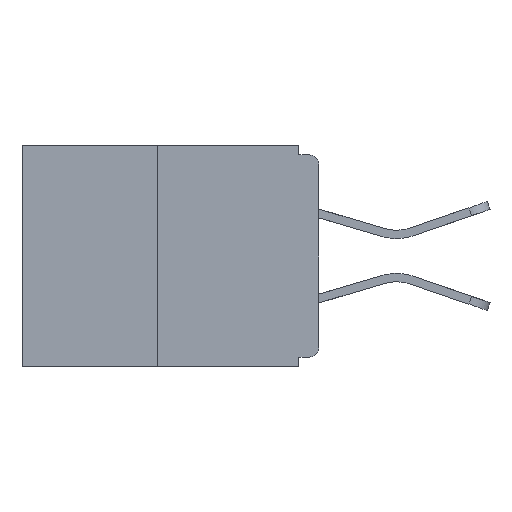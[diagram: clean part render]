
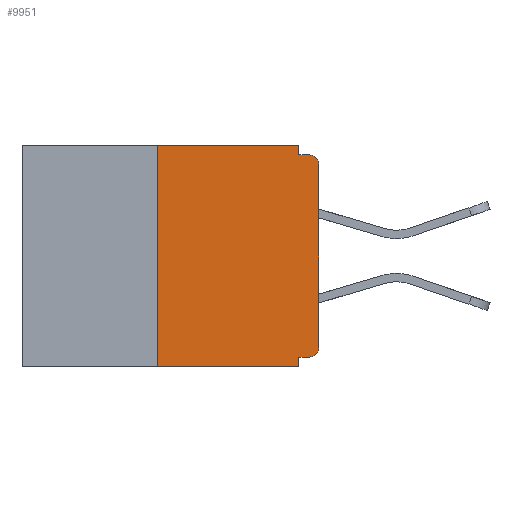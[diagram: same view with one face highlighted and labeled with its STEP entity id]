
A CAD part, left-side view. The second image highlights one B-rep face of the part: STEP entity #9951.
In plain terms, the highlighted planar face has unit normal (-1, 0, 0).
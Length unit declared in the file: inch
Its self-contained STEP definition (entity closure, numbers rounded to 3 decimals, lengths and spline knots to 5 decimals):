
#211 = FACE_OUTER_BOUND ( 'NONE', #2282, .T. ) ;
#413 = CARTESIAN_POINT ( 'NONE',  ( 0., 0., -0.03 ) ) ;
#556 = DIRECTION ( 'NONE',  ( 0., 0., 1. ) ) ;
#1199 = EDGE_CURVE ( 'NONE', #4264, #11250, #14750, .T. ) ;
#1447 = CARTESIAN_POINT ( 'NONE',  ( 0., 0.46, 0. ) ) ;
#1700 = VERTEX_POINT ( 'NONE', #1710 ) ;
#1710 = CARTESIAN_POINT ( 'NONE',  ( 0., 0.031, 0. ) ) ;
#2282 = EDGE_LOOP ( 'NONE', ( #9580, #9220, #17033, #14141, #12905, #17726, #13119, #8087, #17879, #13214 ) ) ;
#2455 = VECTOR ( 'NONE', #2798, 39.37008 ) ;
#2502 = VERTEX_POINT ( 'NONE', #8445 ) ;
#2619 = LINE ( 'NONE', #8383, #17620 ) ;
#2683 = EDGE_CURVE ( 'NONE', #6062, #1700, #9004, .T. ) ;
#2798 = DIRECTION ( 'NONE',  ( 0., 0., -1. ) ) ;
#2883 = VECTOR ( 'NONE', #3614, 39.37008 ) ;
#3246 = CARTESIAN_POINT ( 'NONE',  ( 0., 0.031, -0.343 ) ) ;
#3300 = LINE ( 'NONE', #3498, #16699 ) ;
#3333 = DIRECTION ( 'NONE',  ( 0., -1., 0. ) ) ;
#3498 = CARTESIAN_POINT ( 'NONE',  ( 0., 0., 0. ) ) ;
#3578 = VERTEX_POINT ( 'NONE', #7260 ) ;
#3614 = DIRECTION ( 'NONE',  ( 0., -1., 0. ) ) ;
#4009 = EDGE_CURVE ( 'NONE', #1700, #7243, #9969, .T. ) ;
#4264 = VERTEX_POINT ( 'NONE', #12148 ) ;
#4946 = VECTOR ( 'NONE', #12640, 39.37008 ) ;
#5087 = LINE ( 'NONE', #9628, #4946 ) ;
#6062 = VERTEX_POINT ( 'NONE', #10037 ) ;
#6098 = DIRECTION ( 'NONE',  ( -1., 0., 0. ) ) ;
#7243 = VERTEX_POINT ( 'NONE', #12700 ) ;
#7260 = CARTESIAN_POINT ( 'NONE',  ( 0., 0.015, -0.328 ) ) ;
#7304 = DIRECTION ( 'NONE',  ( 1., 0., 0. ) ) ;
#7845 = VECTOR ( 'NONE', #3333, 39.37008 ) ;
#8087 = ORIENTED_EDGE ( 'NONE', *, *, #15142, .T. ) ;
#8254 = AXIS2_PLACEMENT_3D ( 'NONE', #8849, #6098, #10455 ) ;
#8261 = DIRECTION ( 'NONE',  ( -1., 0., 0. ) ) ;
#8383 = CARTESIAN_POINT ( 'NONE',  ( 0., 0.25, 0. ) ) ;
#8445 = CARTESIAN_POINT ( 'NONE',  ( 0., 0.015, -0.015 ) ) ;
#8573 = EDGE_CURVE ( 'NONE', #3578, #10596, #18419, .T. ) ;
#8602 = LINE ( 'NONE', #14237, #18162 ) ;
#8630 = VERTEX_POINT ( 'NONE', #8636 ) ;
#8636 = CARTESIAN_POINT ( 'NONE',  ( 0., 0.25, -0.343 ) ) ;
#8849 = CARTESIAN_POINT ( 'NONE',  ( 0., 0.015, -0.03 ) ) ;
#8923 = DIRECTION ( 'NONE',  ( 0., 0., -1. ) ) ;
#9004 = LINE ( 'NONE', #17767, #7845 ) ;
#9220 = ORIENTED_EDGE ( 'NONE', *, *, #16677, .F. ) ;
#9345 = CARTESIAN_POINT ( 'NONE',  ( 0., 0., -0.313 ) ) ;
#9580 = ORIENTED_EDGE ( 'NONE', *, *, #2683, .F. ) ;
#9628 = CARTESIAN_POINT ( 'NONE',  ( 0., 0., -0.015 ) ) ;
#9763 = DIRECTION ( 'NONE',  ( 0., 0., -1. ) ) ;
#9951 = ADVANCED_FACE ( 'NONE', ( #211 ), #10225, .F. ) ;
#9969 = LINE ( 'NONE', #15709, #2455 ) ;
#10037 = CARTESIAN_POINT ( 'NONE',  ( 0., 0.25, 0. ) ) ;
#10225 = PLANE ( 'NONE',  #11844 ) ;
#10417 = VECTOR ( 'NONE', #8923, 39.37008 ) ;
#10455 = DIRECTION ( 'NONE',  ( 0., 0., -1. ) ) ;
#10596 = VERTEX_POINT ( 'NONE', #9345 ) ;
#11026 = CARTESIAN_POINT ( 'NONE',  ( 0., 0.031, -0.343 ) ) ;
#11169 = CARTESIAN_POINT ( 'NONE',  ( 0., 0.46, -0.343 ) ) ;
#11250 = VERTEX_POINT ( 'NONE', #11026 ) ;
#11844 = AXIS2_PLACEMENT_3D ( 'NONE', #1447, #7304, #13244 ) ;
#11953 = EDGE_CURVE ( 'NONE', #10596, #14411, #3300, .T. ) ;
#12148 = CARTESIAN_POINT ( 'NONE',  ( 0., 0.031, -0.328 ) ) ;
#12159 = CIRCLE ( 'NONE', #8254, 0.015 ) ;
#12506 = CARTESIAN_POINT ( 'NONE',  ( 0., 0.015, -0.313 ) ) ;
#12640 = DIRECTION ( 'NONE',  ( 0., -1., 0. ) ) ;
#12700 = CARTESIAN_POINT ( 'NONE',  ( 0., 0.031, -0.015 ) ) ;
#12905 = ORIENTED_EDGE ( 'NONE', *, *, #14607, .F. ) ;
#13119 = ORIENTED_EDGE ( 'NONE', *, *, #11953, .T. ) ;
#13214 = ORIENTED_EDGE ( 'NONE', *, *, #4009, .F. ) ;
#13244 = DIRECTION ( 'NONE',  ( 0., 0., -1. ) ) ;
#13299 = EDGE_CURVE ( 'NONE', #7243, #2502, #5087, .T. ) ;
#14141 = ORIENTED_EDGE ( 'NONE', *, *, #1199, .F. ) ;
#14237 = CARTESIAN_POINT ( 'NONE',  ( 0., 0., -0.328 ) ) ;
#14340 = DIRECTION ( 'NONE',  ( 0., 1., 0. ) ) ;
#14411 = VERTEX_POINT ( 'NONE', #413 ) ;
#14607 = EDGE_CURVE ( 'NONE', #3578, #4264, #8602, .T. ) ;
#14750 = LINE ( 'NONE', #3246, #10417 ) ;
#15142 = EDGE_CURVE ( 'NONE', #14411, #2502, #12159, .T. ) ;
#15709 = CARTESIAN_POINT ( 'NONE',  ( 0., 0.031, 0. ) ) ;
#16624 = LINE ( 'NONE', #11169, #2883 ) ;
#16677 = EDGE_CURVE ( 'NONE', #8630, #6062, #2619, .T. ) ;
#16699 = VECTOR ( 'NONE', #556, 39.37008 ) ;
#17033 = ORIENTED_EDGE ( 'NONE', *, *, #17419, .T. ) ;
#17419 = EDGE_CURVE ( 'NONE', #8630, #11250, #16624, .T. ) ;
#17509 = AXIS2_PLACEMENT_3D ( 'NONE', #12506, #8261, #9763 ) ;
#17620 = VECTOR ( 'NONE', #18456, 39.37008 ) ;
#17726 = ORIENTED_EDGE ( 'NONE', *, *, #8573, .T. ) ;
#17767 = CARTESIAN_POINT ( 'NONE',  ( 0., 0.46, 0. ) ) ;
#17879 = ORIENTED_EDGE ( 'NONE', *, *, #13299, .F. ) ;
#18162 = VECTOR ( 'NONE', #14340, 39.37008 ) ;
#18419 = CIRCLE ( 'NONE', #17509, 0.015 ) ;
#18456 = DIRECTION ( 'NONE',  ( 0., 0., 1. ) ) ;
